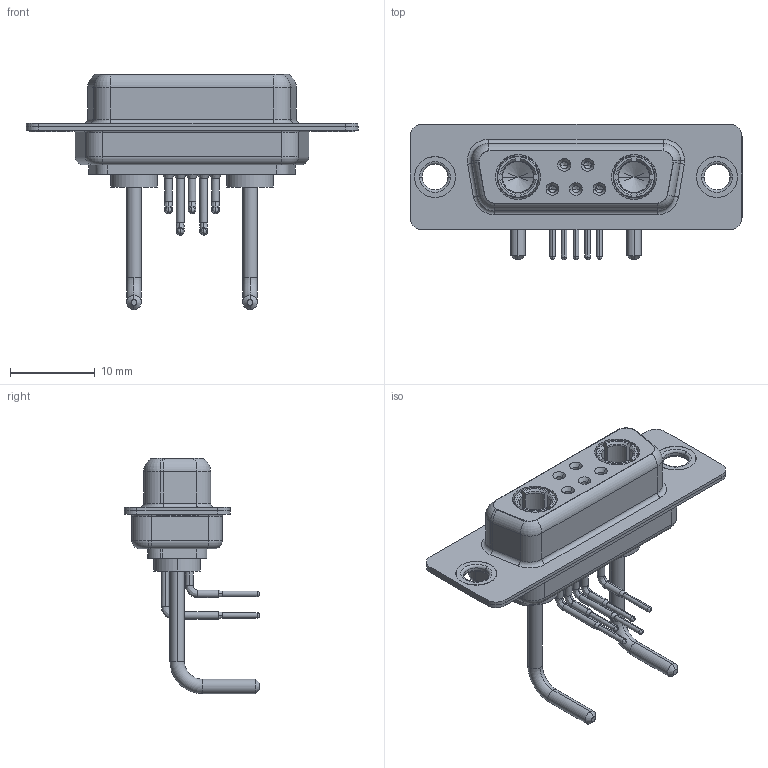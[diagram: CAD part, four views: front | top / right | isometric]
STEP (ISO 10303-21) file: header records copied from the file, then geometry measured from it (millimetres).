
FILE_DESCRIPTION (( 'STEP AP203' ), '1' );
FILE_NAME ('630-7W2-250-1T1.STEP', '2022-05-31T02:02:21', ( '' ), ( '' ), 'SwSTEP 2.0', 'SolidWorks 2020', '' );
FILE_SCHEMA (( 'CONFIG_CONTROL_DESIGN' ));
Length unit declared in the file: millimetre
Products named in the file (8): 630-7W2-250-1T1; 630Combo Contact Row 1; 630Combo Shell Front_15 Contacts; 630Combo Housing_7W2; 630Combo Shell Rear_15 Contacts; Power Socket_Ext 10A RA; 630Combo Contact Row 2; 630Combo Thru Hole Rivet
Assembly tree (12 placements, depth 2):
  630-7W2-250-1T1
    630Combo Housing_7W2
    630Combo Shell Front_15 Contacts
    630Combo Shell Rear_15 Contacts
    630Combo Thru Hole Rivet  x2
    Power Socket_Ext 10A RA  x2
    630Combo Contact Row 1  x2
    630Combo Contact Row 2  x3
Bounding box: 39.2 x 16 x 27.78 mm (x, y, z)
Volume: 2481.3 mm3; surface area: 5912 mm2
Topology: 14 solids, 14 shells, 674 faces, 1690 edges, 1062 vertices
Faces by surface type: cylinder 286, plane 200, cone 89, torus 77, bspline 22
Entity records: 15066 total; most frequent: CARTESIAN_POINT 2890, DIRECTION 2536, ORIENTED_EDGE 2246, EDGE_CURVE 1123, AXIS2_PLACEMENT_3D 1043, VERTEX_POINT 712, CIRCLE 576, EDGE_LOOP 523
